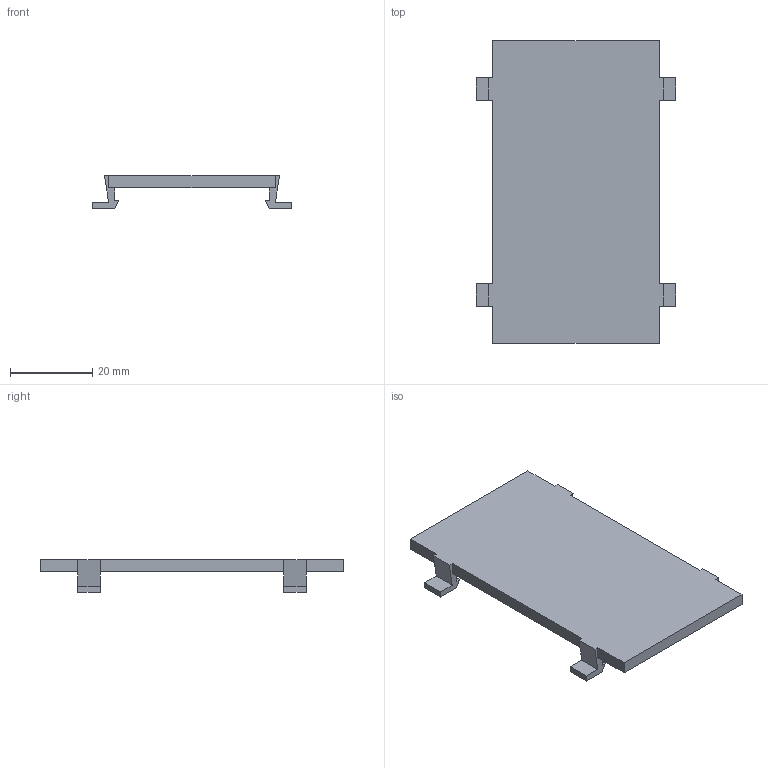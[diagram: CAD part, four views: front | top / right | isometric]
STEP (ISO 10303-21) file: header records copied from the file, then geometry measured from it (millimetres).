
FILE_DESCRIPTION(/* description */ (''),/* implementation_level */ '2;1');
FILE_NAME(/* name */ 'couvercle_cage_controlleur v6.step',/* time_stamp */ '2024-08-29T17:29:13+02:00',/* author */ (''),/* organization */ (''),/* preprocessor_version */ 'ST-DEVELOPER v20',/* originating_system */ 'Autodesk Translation Framework v13.14.0.145',/* authorisation */ '');
FILE_SCHEMA (('AUTOMOTIVE_DESIGN { 1 0 10303 214 3 1 1 }'));
Length unit declared in the file: millimetre
Products named in the file (1): couvercle_cage_controlleur
Bounding box: 48.5 x 73.5 x 8 mm (x, y, z)
Volume: 7374.9 mm3; surface area: 12413.9 mm2
Topology: 2 solids, 2 shells, 56 faces, 156 edges, 104 vertices
Faces by surface type: plane 56
Entity records: 1792 total; most frequent: CARTESIAN_POINT 317, ORIENTED_EDGE 312, DIRECTION 270, LINE 156, VECTOR 156, EDGE_CURVE 156, VERTEX_POINT 104, AXIS2_PLACEMENT_3D 57
